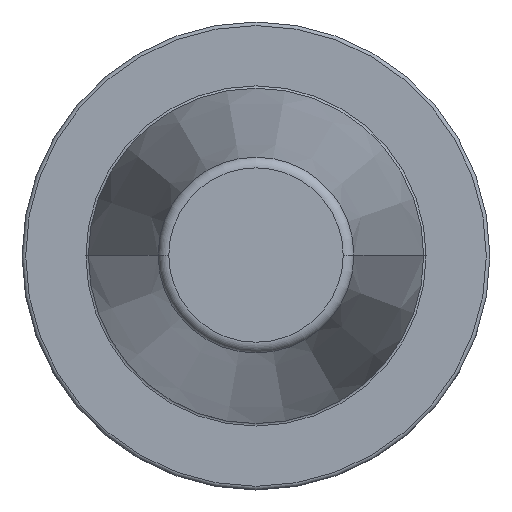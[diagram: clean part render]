
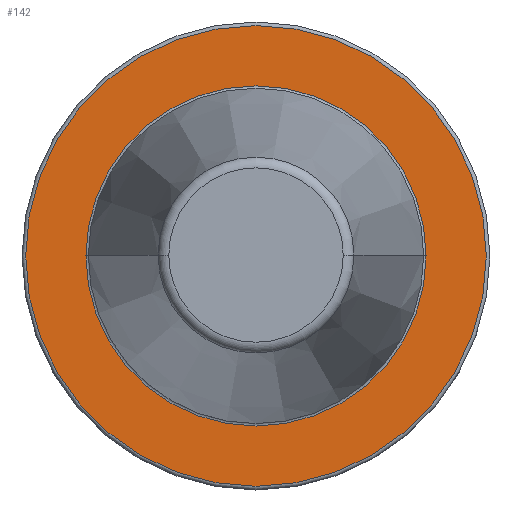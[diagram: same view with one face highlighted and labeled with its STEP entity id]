
A CAD part, top view. The second image highlights one B-rep face of the part: STEP entity #142.
In plain terms, the highlighted planar face has unit normal (0, 0, 1).
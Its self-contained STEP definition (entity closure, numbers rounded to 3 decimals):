
#142=ADVANCED_FACE('',(#173,#174),#164,.F.);
#164=PLANE('',#595);
#173=FACE_BOUND('',#196,.T.);
#174=FACE_BOUND('',#197,.T.);
#196=EDGE_LOOP('',(#280));
#197=EDGE_LOOP('',(#281,#282));
#280=ORIENTED_EDGE('',*,*,#438,.T.);
#281=ORIENTED_EDGE('',*,*,#399,.T.);
#282=ORIENTED_EDGE('',*,*,#401,.T.);
#357=VERTEX_POINT('',#839);
#360=VERTEX_POINT('',#844);
#384=VERTEX_POINT('',#922);
#399=EDGE_CURVE('',#357,#360,#466,.T.);
#401=EDGE_CURVE('',#360,#357,#468,.T.);
#438=EDGE_CURVE('',#384,#384,#496,.T.);
#466=CIRCLE('',#550,35.425);
#468=CIRCLE('',#553,35.425);
#496=CIRCLE('',#594,47.975);
#550=AXIS2_PLACEMENT_3D('',#845,#651,#652);
#553=AXIS2_PLACEMENT_3D('',#848,#657,#658);
#594=AXIS2_PLACEMENT_3D('',#921,#748,#749);
#595=AXIS2_PLACEMENT_3D('',#923,#750,#751);
#651=DIRECTION('',(0.,0.,-1.));
#652=DIRECTION('',(-1.,0.,0.));
#657=DIRECTION('',(0.,0.,-1.));
#658=DIRECTION('',(-1.,0.,0.));
#748=DIRECTION('',(0.,0.,1.));
#749=DIRECTION('',(-1.,0.,0.));
#750=DIRECTION('',(0.,0.,-1.));
#751=DIRECTION('',(1.,0.,0.));
#839=CARTESIAN_POINT('',(-35.425,0.,-3.2));
#844=CARTESIAN_POINT('',(35.425,0.,-3.2));
#845=CARTESIAN_POINT('',(0.,0.,-3.2));
#848=CARTESIAN_POINT('',(0.,0.,-3.2));
#921=CARTESIAN_POINT('',(0.,0.,-3.2));
#922=CARTESIAN_POINT('',(-47.975,0.,-3.2));
#923=CARTESIAN_POINT('',(0.,35.425,-3.2));
